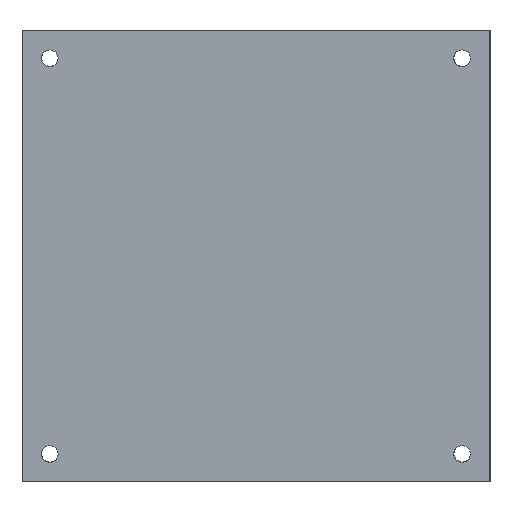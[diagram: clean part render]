
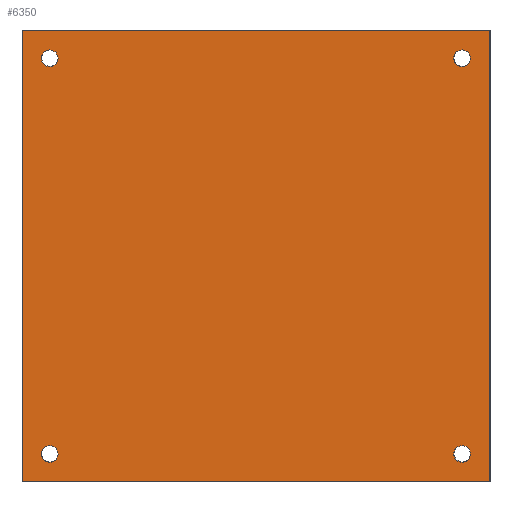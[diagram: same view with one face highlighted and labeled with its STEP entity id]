
A CAD part, front view. The second image highlights one B-rep face of the part: STEP entity #6350.
In plain terms, the highlighted planar face has unit normal (0, -1, 0).
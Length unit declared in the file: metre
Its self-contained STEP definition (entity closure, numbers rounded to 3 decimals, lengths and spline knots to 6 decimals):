
#447=CIRCLE('',#7356,0.0015);
#448=CIRCLE('',#7358,0.0015);
#449=CIRCLE('',#7360,0.0015);
#450=CIRCLE('',#7362,0.0015);
#609=ORIENTED_EDGE('',*,*,#2414,.F.);
#610=ORIENTED_EDGE('',*,*,#2413,.F.);
#611=ORIENTED_EDGE('',*,*,#2412,.T.);
#612=ORIENTED_EDGE('',*,*,#2411,.T.);
#613=ORIENTED_EDGE('',*,*,#2400,.T.);
#614=ORIENTED_EDGE('',*,*,#2410,.T.);
#615=ORIENTED_EDGE('',*,*,#2405,.F.);
#616=ORIENTED_EDGE('',*,*,#2403,.F.);
#2400=EDGE_CURVE('',#3309,#3310,#3924,.T.);
#2403=EDGE_CURVE('',#3309,#3311,#3927,.T.);
#2405=EDGE_CURVE('',#3311,#3312,#3929,.T.);
#2410=EDGE_CURVE('',#3310,#3312,#3934,.T.);
#2411=EDGE_CURVE('',#3315,#3315,#447,.T.);
#2412=EDGE_CURVE('',#3316,#3316,#448,.T.);
#2413=EDGE_CURVE('',#3317,#3317,#449,.T.);
#2414=EDGE_CURVE('',#3318,#3318,#450,.T.);
#3309=VERTEX_POINT('',#9283);
#3310=VERTEX_POINT('',#9284);
#3311=VERTEX_POINT('',#9289);
#3312=VERTEX_POINT('',#9293);
#3315=VERTEX_POINT('',#9304);
#3316=VERTEX_POINT('',#9307);
#3317=VERTEX_POINT('',#9310);
#3318=VERTEX_POINT('',#9313);
#3924=LINE('',#9282,#4564);
#3927=LINE('',#9288,#4567);
#3929=LINE('',#9292,#4569);
#3934=LINE('',#9301,#4574);
#4564=VECTOR('',#7802,1.);
#4567=VECTOR('',#7807,1.);
#4569=VECTOR('',#7811,1.);
#4574=VECTOR('',#7818,1.);
#5203=EDGE_LOOP('',(#609));
#5204=EDGE_LOOP('',(#610));
#5205=EDGE_LOOP('',(#611));
#5206=EDGE_LOOP('',(#612));
#5207=EDGE_LOOP('',(#613,#614,#615,#616));
#5655=FACE_BOUND('',#5203,.T.);
#5656=FACE_BOUND('',#5204,.T.);
#5657=FACE_BOUND('',#5205,.T.);
#5658=FACE_BOUND('',#5206,.T.);
#5659=FACE_BOUND('',#5207,.T.);
#6095=PLANE('',#7363);
#6350=ADVANCED_FACE('',(#5655,#5656,#5657,#5658,#5659),#6095,.F.);
#7356=AXIS2_PLACEMENT_3D('',#9303,#7821,#7822);
#7358=AXIS2_PLACEMENT_3D('',#9306,#7825,#7826);
#7360=AXIS2_PLACEMENT_3D('',#9309,#7829,#7830);
#7362=AXIS2_PLACEMENT_3D('',#9312,#7833,#7834);
#7363=AXIS2_PLACEMENT_3D('',#9314,#7835,#7836);
#7802=DIRECTION('',(1.,0.,0.));
#7807=DIRECTION('',(0.,0.,1.));
#7811=DIRECTION('',(1.,0.,0.));
#7818=DIRECTION('',(0.,0.,1.));
#7821=DIRECTION('',(0.,1.,0.));
#7822=DIRECTION('',(1.,0.,0.));
#7825=DIRECTION('',(0.,1.,0.));
#7826=DIRECTION('',(1.,0.,0.));
#7829=DIRECTION('',(0.,-1.,0.));
#7830=DIRECTION('',(1.,0.,0.));
#7833=DIRECTION('',(0.,-1.,0.));
#7834=DIRECTION('',(1.,0.,0.));
#7835=DIRECTION('',(0.,1.,0.));
#7836=DIRECTION('',(1.,0.,0.));
#9282=CARTESIAN_POINT('',(0.0322,0.,-0.0714));
#9283=CARTESIAN_POINT('',(-0.01,0.,-0.0714));
#9284=CARTESIAN_POINT('',(0.0744,0.,-0.0714));
#9288=CARTESIAN_POINT('',(-0.01,0.,-0.0307));
#9289=CARTESIAN_POINT('',(-0.01,0.,0.01));
#9292=CARTESIAN_POINT('',(0.0322,0.,0.01));
#9293=CARTESIAN_POINT('',(0.0744,0.,0.01));
#9301=CARTESIAN_POINT('',(0.0744,0.,-0.0307));
#9303=CARTESIAN_POINT('',(-0.005,0.,-0.0664));
#9304=CARTESIAN_POINT('',(-0.0035,0.,-0.0664));
#9306=CARTESIAN_POINT('',(0.0694,0.,-0.0664));
#9307=CARTESIAN_POINT('',(0.0709,0.,-0.0664));
#9309=CARTESIAN_POINT('',(0.0694,0.,0.005));
#9310=CARTESIAN_POINT('',(0.0709,0.,0.005));
#9312=CARTESIAN_POINT('',(-0.005,0.,0.005));
#9313=CARTESIAN_POINT('',(-0.0035,0.,0.005));
#9314=CARTESIAN_POINT('',(0.065734,0.,-0.0307));
